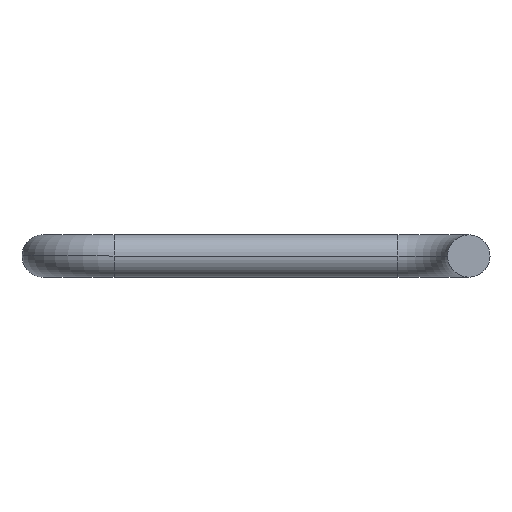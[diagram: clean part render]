
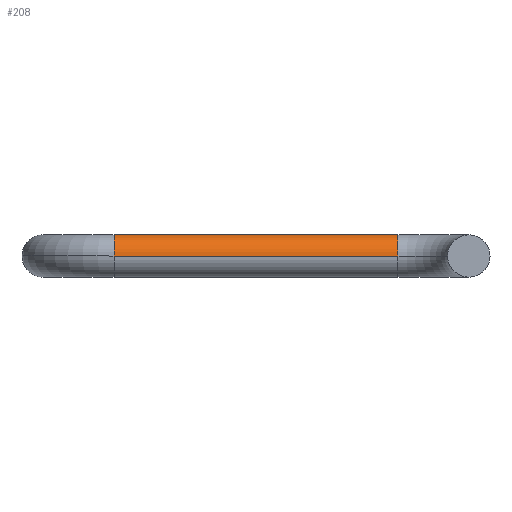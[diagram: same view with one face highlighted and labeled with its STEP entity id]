
A CAD part, front view. The second image highlights one B-rep face of the part: STEP entity #208.
In plain terms, the highlighted cylindrical face has radius 2.995 mm (diameter 5.99 mm), a partial arc.
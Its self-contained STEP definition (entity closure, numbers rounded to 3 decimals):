
#6 = AXIS2_PLACEMENT_3D ( 'NONE', #155, #269, #8 ) ;
#8 = DIRECTION ( 'NONE',  ( 0., 0., 1. ) ) ;
#9 = DIRECTION ( 'NONE',  ( -1., 0., 0. ) ) ;
#25 = CIRCLE ( 'NONE', #6, 2.995 ) ;
#35 = CARTESIAN_POINT ( 'NONE',  ( 86.732, 8.39, 0. ) ) ;
#47 = VERTEX_POINT ( 'NONE', #204 ) ;
#64 = DIRECTION ( 'NONE',  ( -1., 0., 0. ) ) ;
#75 = VERTEX_POINT ( 'NONE', #313 ) ;
#88 = AXIS2_PLACEMENT_3D ( 'NONE', #302, #162, #159 ) ;
#96 = FACE_OUTER_BOUND ( 'NONE', #226, .T. ) ;
#134 = ORIENTED_EDGE ( 'NONE', *, *, #263, .F. ) ;
#154 = EDGE_CURVE ( 'NONE', #47, #307, #357, .T. ) ;
#155 = CARTESIAN_POINT ( 'NONE',  ( 46.632, 11.385, 0. ) ) ;
#159 = DIRECTION ( 'NONE',  ( 0., 0., 1. ) ) ;
#162 = DIRECTION ( 'NONE',  ( -1., 0., 0. ) ) ;
#164 = CARTESIAN_POINT ( 'NONE',  ( 46.632, 14.38, 0. ) ) ;
#175 = AXIS2_PLACEMENT_3D ( 'NONE', #180, #9, #247 ) ;
#180 = CARTESIAN_POINT ( 'NONE',  ( 86.732, 11.385, 0. ) ) ;
#204 = CARTESIAN_POINT ( 'NONE',  ( 86.732, 14.38, 0. ) ) ;
#208 = ADVANCED_FACE ( 'NONE', ( #96 ), #354, .T. ) ;
#226 = EDGE_LOOP ( 'NONE', ( #274, #256, #134, #257 ) ) ;
#243 = DIRECTION ( 'NONE',  ( -1., 0., 0. ) ) ;
#247 = DIRECTION ( 'NONE',  ( 0., -1., 0. ) ) ;
#249 = VERTEX_POINT ( 'NONE', #297 ) ;
#256 = ORIENTED_EDGE ( 'NONE', *, *, #154, .T. ) ;
#257 = ORIENTED_EDGE ( 'NONE', *, *, #289, .F. ) ;
#263 = EDGE_CURVE ( 'NONE', #249, #307, #25, .T. ) ;
#269 = DIRECTION ( 'NONE',  ( -1., 0., 0. ) ) ;
#270 = VECTOR ( 'NONE', #64, 1000. ) ;
#274 = ORIENTED_EDGE ( 'NONE', *, *, #326, .T. ) ;
#289 = EDGE_CURVE ( 'NONE', #75, #249, #300, .T. ) ;
#297 = CARTESIAN_POINT ( 'NONE',  ( 46.632, 8.39, 0. ) ) ;
#300 = LINE ( 'NONE', #35, #270 ) ;
#302 = CARTESIAN_POINT ( 'NONE',  ( 86.732, 11.385, 0. ) ) ;
#307 = VERTEX_POINT ( 'NONE', #164 ) ;
#312 = CIRCLE ( 'NONE', #88, 2.995 ) ;
#313 = CARTESIAN_POINT ( 'NONE',  ( 86.732, 8.39, 0. ) ) ;
#324 = CARTESIAN_POINT ( 'NONE',  ( 86.732, 14.38, 0. ) ) ;
#326 = EDGE_CURVE ( 'NONE', #75, #47, #312, .T. ) ;
#336 = VECTOR ( 'NONE', #243, 1000. ) ;
#354 = CYLINDRICAL_SURFACE ( 'NONE', #175, 2.995 ) ;
#357 = LINE ( 'NONE', #324, #336 ) ;
